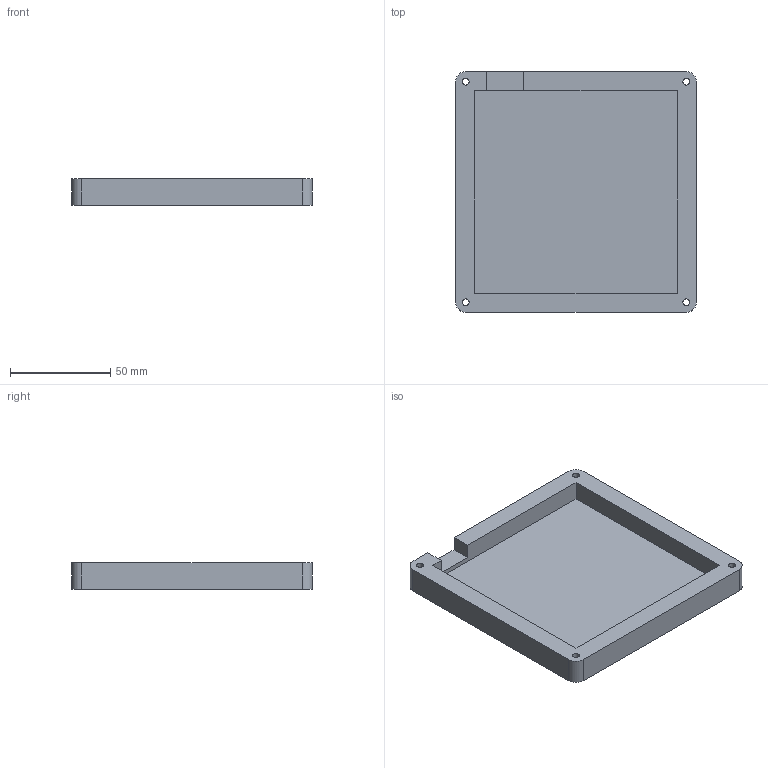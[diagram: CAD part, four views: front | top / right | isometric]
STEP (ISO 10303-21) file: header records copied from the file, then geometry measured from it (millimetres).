
FILE_DESCRIPTION(/* description */ ('STEP AP242','CAx-IF Rec.Pracs.---Representation and Presentation of Product Manufacturing Information (PMI)---4.0---2014-10-13','CAx-IF Rec.Pracs.---3D Tessellated Geometry---0.4---2014-09-14','2;1'),/* implementation_level */ '2;1');
FILE_NAME(/* name */ '68616cc71646844f92669f61',/* time_stamp */ '2025-06-29T16:41:46Z',/* author */ (''),/* organization */ (''),/* preprocessor_version */ 'ST-DEVELOPER v20',/* originating_system */ 'ONSHAPE BY PTC INC, 1.200',/* authorisation */ ' ');
FILE_SCHEMA (('AP242_MANAGED_MODEL_BASED_3D_ENGINEERING_MIM_LF { 1 0 10303 442 1 1 4 }'));
Length unit declared in the file: metre
Products named in the file (1): Bottom
Bounding box: 120 x 120 x 13 mm (x, y, z)
Volume: 82290 mm3; surface area: 40037.3 mm2
Topology: 1 solids, 1 shells, 463 faces, 1314 edges, 876 vertices
Faces by surface type: cylinder 234, bspline 125, plane 104
Full cylindrical faces by diameter (mm): 3.4 x4, 5.962 x1, 5.983 x1, 6.012 x1, 6.049 x1
Entity records: 15703 total; most frequent: CARTESIAN_POINT 4021, ORIENTED_EDGE 2612, DIRECTION 2202, EDGE_CURVE 1306, VERTEX_POINT 876, AXIS2_PLACEMENT_3D 807, LINE 588, VECTOR 588
